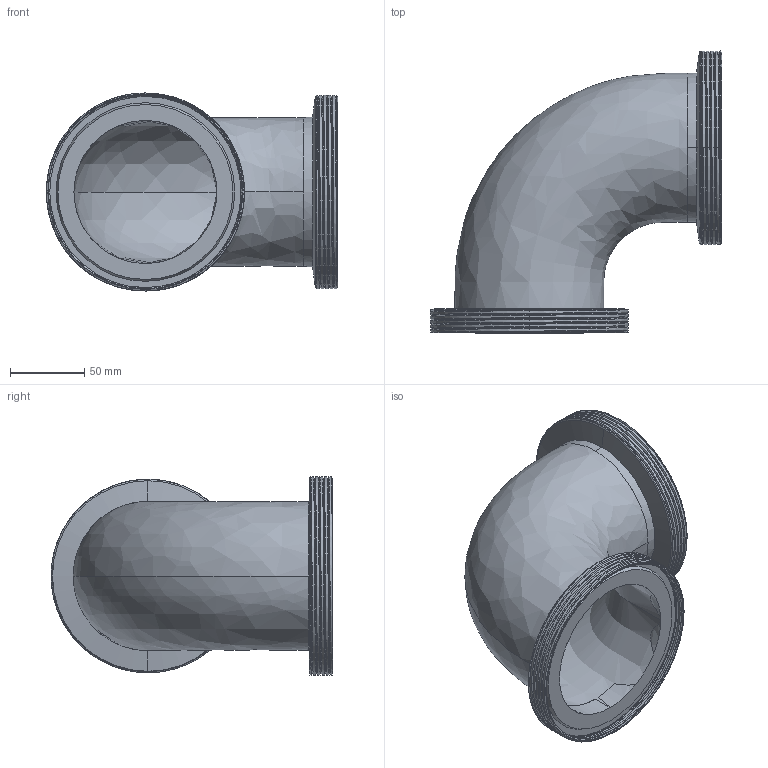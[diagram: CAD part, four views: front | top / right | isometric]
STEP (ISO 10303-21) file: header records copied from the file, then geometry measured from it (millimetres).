
FILE_DESCRIPTION (( 'STEP AP203' ), '1' );
FILE_NAME ('3D_M-3007_100_174784370.STEP', '2024-09-12T12:14:08', ( '' ), ( '' ), 'SwSTEP 2.0', 'SolidWorks 2024', '' );
FILE_SCHEMA (( 'CONFIG_CONTROL_DESIGN' ));
Length unit declared in the file: millimetre
Products named in the file (1): 3D_M-3007_100_174784370
Bounding box: 195.56 x 189.28 x 133 mm (x, y, z)
Volume: 222159.4 mm3; surface area: 171361.1 mm2
Topology: 1 solids, 1 shells, 97 faces, 257 edges, 167 vertices
Faces by surface type: cylinder 41, cone 26, bspline 17, plane 13
Entity records: 15692 total; most frequent: CARTESIAN_POINT 13517, ORIENTED_EDGE 514, DIRECTION 351, EDGE_CURVE 257, VERTEX_POINT 167, AXIS2_PLACEMENT_3D 145, EDGE_LOOP 104, ADVANCED_FACE 97
